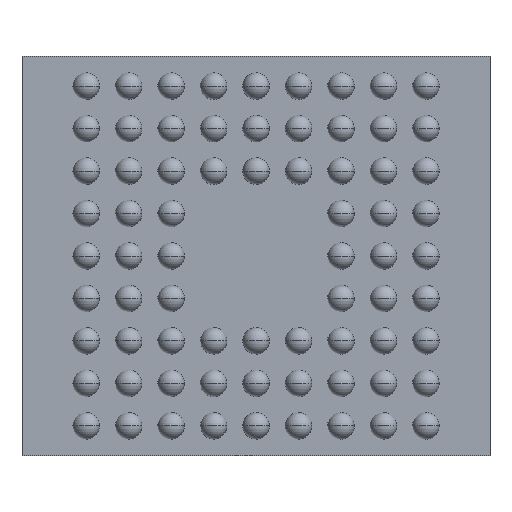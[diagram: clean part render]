
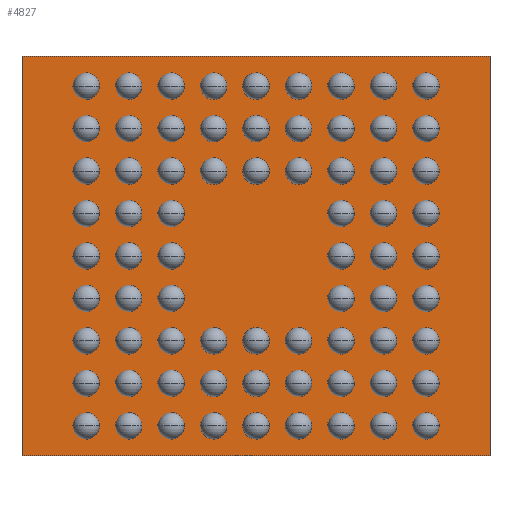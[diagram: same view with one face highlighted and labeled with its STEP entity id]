
A CAD part, front view. The second image highlights one B-rep face of the part: STEP entity #4827.
In plain terms, the highlighted planar face has unit normal (0, -1, 0).
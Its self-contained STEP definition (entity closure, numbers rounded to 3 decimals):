
#51 = DIRECTION ( 'NONE',  ( 0., 1., 0. ) ) ;
#461 = CARTESIAN_POINT ( 'NONE',  ( 2.204, 0.175, 1.88 ) ) ;
#672 = LINE ( 'NONE', #3811, #1464 ) ;
#674 = VERTEX_POINT ( 'NONE', #3531 ) ;
#736 = EDGE_LOOP ( 'NONE', ( #796, #1694, #4627, #2835 ) ) ;
#796 = ORIENTED_EDGE ( 'NONE', *, *, #5268, .T. ) ;
#858 = LINE ( 'NONE', #461, #2719 ) ;
#886 = CARTESIAN_POINT ( 'NONE',  ( -2.204, 0.175, 1.88 ) ) ;
#942 = VERTEX_POINT ( 'NONE', #5124 ) ;
#1108 = CARTESIAN_POINT ( 'NONE',  ( -2.204, 0.175, -1.88 ) ) ;
#1167 = AXIS2_PLACEMENT_3D ( 'NONE', #2810, #51, #1850 ) ;
#1378 = DIRECTION ( 'NONE',  ( 0., 0., 1. ) ) ;
#1464 = VECTOR ( 'NONE', #4679, 1000. ) ;
#1520 = EDGE_CURVE ( 'NONE', #674, #3206, #858, .T. ) ;
#1694 = ORIENTED_EDGE ( 'NONE', *, *, #5561, .T. ) ;
#1826 = DIRECTION ( 'NONE',  ( 0., 0., -1. ) ) ;
#1850 = DIRECTION ( 'NONE',  ( 0., 0., 1. ) ) ;
#1876 = LINE ( 'NONE', #886, #4901 ) ;
#2207 = DIRECTION ( 'NONE',  ( 1., 0., 0. ) ) ;
#2211 = VECTOR ( 'NONE', #2207, 1000. ) ;
#2274 = PLANE ( 'NONE',  #1167 ) ;
#2719 = VECTOR ( 'NONE', #1378, 1000. ) ;
#2810 = CARTESIAN_POINT ( 'NONE',  ( 0., 0.175, 0. ) ) ;
#2835 = ORIENTED_EDGE ( 'NONE', *, *, #3885, .T. ) ;
#3206 = VERTEX_POINT ( 'NONE', #4002 ) ;
#3531 = CARTESIAN_POINT ( 'NONE',  ( 2.204, 0.175, -1.88 ) ) ;
#3811 = CARTESIAN_POINT ( 'NONE',  ( 2.204, 0.175, 1.88 ) ) ;
#3885 = EDGE_CURVE ( 'NONE', #3206, #942, #672, .T. ) ;
#4002 = CARTESIAN_POINT ( 'NONE',  ( 2.204, 0.175, 1.88 ) ) ;
#4256 = FACE_OUTER_BOUND ( 'NONE', #736, .T. ) ;
#4627 = ORIENTED_EDGE ( 'NONE', *, *, #1520, .T. ) ;
#4679 = DIRECTION ( 'NONE',  ( -1., 0., 0. ) ) ;
#4827 = ADVANCED_FACE ( 'NONE', ( #4256 ), #2274, .F. ) ;
#4853 = CARTESIAN_POINT ( 'NONE',  ( 2.204, 0.175, -1.88 ) ) ;
#4901 = VECTOR ( 'NONE', #1826, 1000. ) ;
#5023 = VERTEX_POINT ( 'NONE', #1108 ) ;
#5056 = LINE ( 'NONE', #4853, #2211 ) ;
#5124 = CARTESIAN_POINT ( 'NONE',  ( -2.204, 0.175, 1.88 ) ) ;
#5268 = EDGE_CURVE ( 'NONE', #942, #5023, #1876, .T. ) ;
#5561 = EDGE_CURVE ( 'NONE', #5023, #674, #5056, .T. ) ;
